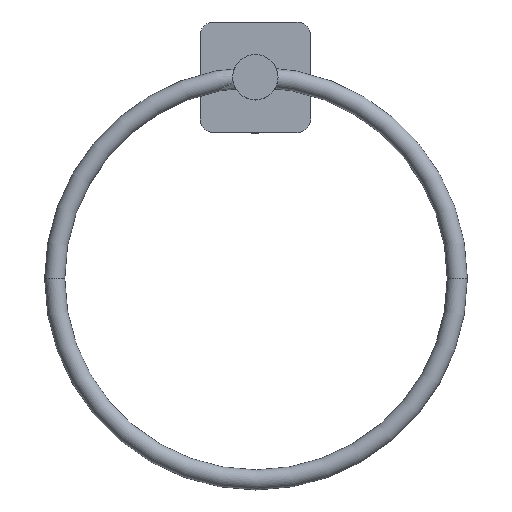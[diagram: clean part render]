
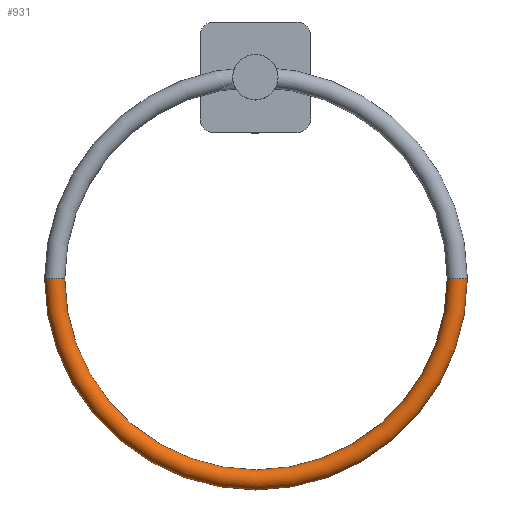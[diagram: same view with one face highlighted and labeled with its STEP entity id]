
A CAD part, top view. The second image highlights one B-rep face of the part: STEP entity #931.
In plain terms, the highlighted toroidal (fillet/blend) face has major radius 80 mm and minor radius 4 mm.
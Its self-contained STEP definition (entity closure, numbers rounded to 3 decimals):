
#73 = ORIENTED_EDGE ( 'NONE', *, *, #2386, .F. ) ;
#82 = CIRCLE ( 'NONE', #2476, 76. ) ;
#143 = VERTEX_POINT ( 'NONE', #1252 ) ;
#172 = CARTESIAN_POINT ( 'NONE',  ( -75.75, -80., 28. ) ) ;
#320 = DIRECTION ( 'NONE',  ( 0., 0., 1. ) ) ;
#407 = AXIS2_PLACEMENT_3D ( 'NONE', #643, #4210, #1378 ) ;
#429 = VERTEX_POINT ( 'NONE', #3677 ) ;
#431 = ORIENTED_EDGE ( 'NONE', *, *, #2243, .T. ) ;
#596 = DIRECTION ( 'NONE',  ( -1., 0., 0. ) ) ;
#611 = DIRECTION ( 'NONE',  ( 0., 0., 1. ) ) ;
#643 = CARTESIAN_POINT ( 'NONE',  ( 0.25, -80., 28. ) ) ;
#676 = DIRECTION ( 'NONE',  ( 1., 0., 0. ) ) ;
#829 = AXIS2_PLACEMENT_3D ( 'NONE', #4520, #611, #1008 ) ;
#925 = EDGE_CURVE ( 'NONE', #2828, #429, #82, .T. ) ;
#931 = ADVANCED_FACE ( 'NONE', ( #4596 ), #3647, .T. ) ;
#1008 = DIRECTION ( 'NONE',  ( 1., 0., 0. ) ) ;
#1230 = CIRCLE ( 'NONE', #1867, 4. ) ;
#1252 = CARTESIAN_POINT ( 'NONE',  ( -83.75, -80., 28. ) ) ;
#1345 = VERTEX_POINT ( 'NONE', #3375 ) ;
#1378 = DIRECTION ( 'NONE',  ( 1., 0., 0. ) ) ;
#1867 = AXIS2_PLACEMENT_3D ( 'NONE', #2491, #3881, #596 ) ;
#1941 = CIRCLE ( 'NONE', #829, 84. ) ;
#2243 = EDGE_CURVE ( 'NONE', #1345, #429, #3845, .T. ) ;
#2386 = EDGE_CURVE ( 'NONE', #143, #2828, #1230, .T. ) ;
#2476 = AXIS2_PLACEMENT_3D ( 'NONE', #2817, #320, #676 ) ;
#2489 = ORIENTED_EDGE ( 'NONE', *, *, #2611, .T. ) ;
#2491 = CARTESIAN_POINT ( 'NONE',  ( -79.75, -80., 28. ) ) ;
#2611 = EDGE_CURVE ( 'NONE', #143, #1345, #1941, .T. ) ;
#2817 = CARTESIAN_POINT ( 'NONE',  ( 0.25, -80., 28. ) ) ;
#2828 = VERTEX_POINT ( 'NONE', #172 ) ;
#3306 = DIRECTION ( 'NONE',  ( 0., -1., 0. ) ) ;
#3375 = CARTESIAN_POINT ( 'NONE',  ( 84.25, -80., 28. ) ) ;
#3647 = TOROIDAL_SURFACE ( 'NONE', #407, 80., 4. ) ;
#3677 = CARTESIAN_POINT ( 'NONE',  ( 76.25, -80., 28. ) ) ;
#3695 = DIRECTION ( 'NONE',  ( 0., 0., -1. ) ) ;
#3845 = CIRCLE ( 'NONE', #4039, 4. ) ;
#3881 = DIRECTION ( 'NONE',  ( 0., 1., 0. ) ) ;
#3923 = EDGE_LOOP ( 'NONE', ( #73, #2489, #431, #4567 ) ) ;
#4034 = CARTESIAN_POINT ( 'NONE',  ( 80.25, -80., 28. ) ) ;
#4039 = AXIS2_PLACEMENT_3D ( 'NONE', #4034, #3306, #3695 ) ;
#4210 = DIRECTION ( 'NONE',  ( 0., 0., 1. ) ) ;
#4520 = CARTESIAN_POINT ( 'NONE',  ( 0.25, -80., 28. ) ) ;
#4567 = ORIENTED_EDGE ( 'NONE', *, *, #925, .F. ) ;
#4596 = FACE_OUTER_BOUND ( 'NONE', #3923, .T. ) ;
